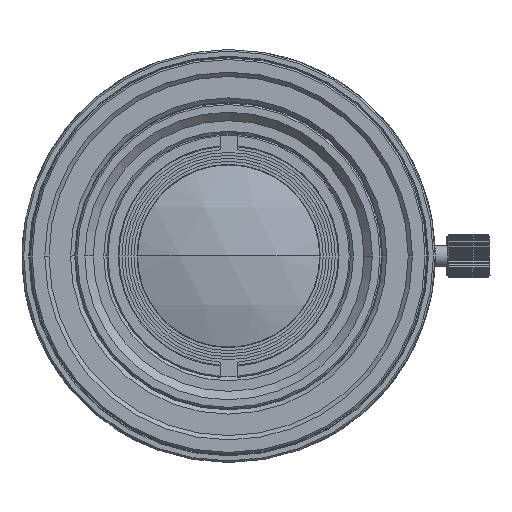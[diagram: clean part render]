
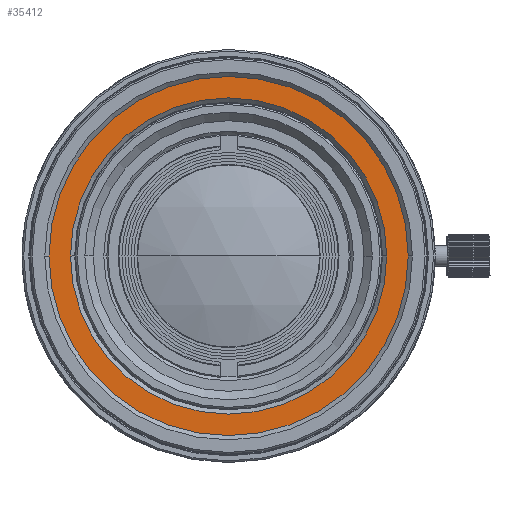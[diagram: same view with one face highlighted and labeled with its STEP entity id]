
A CAD part, left-side view. The second image highlights one B-rep face of the part: STEP entity #35412.
In plain terms, the highlighted planar face has unit normal (-1, 0, 0).
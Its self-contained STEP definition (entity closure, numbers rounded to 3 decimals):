
#2190 = CIRCLE ( 'NONE', #137856, 21.8 ) ;
#2418 = FACE_BOUND ( 'NONE', #121387, .T. ) ;
#9839 = VERTEX_POINT ( 'NONE', #71710 ) ;
#10377 = CIRCLE ( 'NONE', #44227, 18.75 ) ;
#17855 = DIRECTION ( 'NONE',  ( 0., -1., 0. ) ) ;
#25597 = CARTESIAN_POINT ( 'NONE',  ( -69.887, 21.8, 0. ) ) ;
#27701 = CIRCLE ( 'NONE', #106814, 21.8 ) ;
#27786 = CARTESIAN_POINT ( 'NONE',  ( -69.887, 0., 0. ) ) ;
#31786 = DIRECTION ( 'NONE',  ( 1., 0., 0. ) ) ;
#35412 = ADVANCED_FACE ( 'NONE', ( #109983, #2418 ), #38417, .F. ) ;
#36223 = CARTESIAN_POINT ( 'NONE',  ( -69.887, 0., 0. ) ) ;
#38417 = PLANE ( 'NONE',  #133071 ) ;
#39527 = DIRECTION ( 'NONE',  ( 0., 1., 0. ) ) ;
#41947 = DIRECTION ( 'NONE',  ( 0., -1., 0. ) ) ;
#42036 = ORIENTED_EDGE ( 'NONE', *, *, #87620, .T. ) ;
#44227 = AXIS2_PLACEMENT_3D ( 'NONE', #53032, #31786, #139388 ) ;
#48170 = CARTESIAN_POINT ( 'NONE',  ( -69.887, -21.8, 0. ) ) ;
#53032 = CARTESIAN_POINT ( 'NONE',  ( -69.887, 0., 0. ) ) ;
#57906 = CARTESIAN_POINT ( 'NONE',  ( -69.887, 18.75, 0. ) ) ;
#63156 = CARTESIAN_POINT ( 'NONE',  ( -69.887, 0., 0. ) ) ;
#70279 = DIRECTION ( 'NONE',  ( 1., 0., 0. ) ) ;
#70967 = DIRECTION ( 'NONE',  ( 1., 0., 0. ) ) ;
#71651 = DIRECTION ( 'NONE',  ( 0., 1., 0. ) ) ;
#71710 = CARTESIAN_POINT ( 'NONE',  ( -69.887, -18.75, 0. ) ) ;
#72775 = CIRCLE ( 'NONE', #90850, 18.75 ) ;
#72996 = VERTEX_POINT ( 'NONE', #25597 ) ;
#77285 = ORIENTED_EDGE ( 'NONE', *, *, #79444, .T. ) ;
#79444 = EDGE_CURVE ( 'NONE', #85790, #9839, #10377, .T. ) ;
#82689 = DIRECTION ( 'NONE',  ( -1., 0., 0. ) ) ;
#84419 = DIRECTION ( 'NONE',  ( -1., 0., 0. ) ) ;
#85790 = VERTEX_POINT ( 'NONE', #57906 ) ;
#86989 = EDGE_LOOP ( 'NONE', ( #42036, #87997 ) ) ;
#87620 = EDGE_CURVE ( 'NONE', #108770, #72996, #2190, .T. ) ;
#87997 = ORIENTED_EDGE ( 'NONE', *, *, #98177, .T. ) ;
#90850 = AXIS2_PLACEMENT_3D ( 'NONE', #27786, #70967, #17855 ) ;
#96110 = EDGE_CURVE ( 'NONE', #9839, #85790, #72775, .T. ) ;
#98177 = EDGE_CURVE ( 'NONE', #72996, #108770, #27701, .T. ) ;
#106814 = AXIS2_PLACEMENT_3D ( 'NONE', #36223, #82689, #39527 ) ;
#108770 = VERTEX_POINT ( 'NONE', #48170 ) ;
#109983 = FACE_OUTER_BOUND ( 'NONE', #86989, .T. ) ;
#114820 = CARTESIAN_POINT ( 'NONE',  ( -69.887, 0., 0. ) ) ;
#121387 = EDGE_LOOP ( 'NONE', ( #77285, #121580 ) ) ;
#121580 = ORIENTED_EDGE ( 'NONE', *, *, #96110, .T. ) ;
#133071 = AXIS2_PLACEMENT_3D ( 'NONE', #114820, #70279, #71651 ) ;
#137856 = AXIS2_PLACEMENT_3D ( 'NONE', #63156, #84419, #41947 ) ;
#139388 = DIRECTION ( 'NONE',  ( 0., 1., 0. ) ) ;
